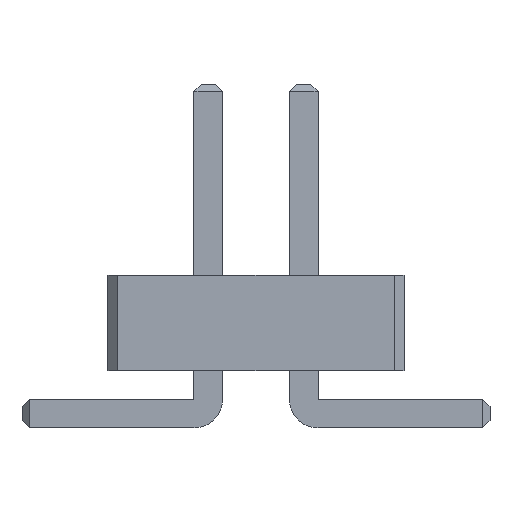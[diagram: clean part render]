
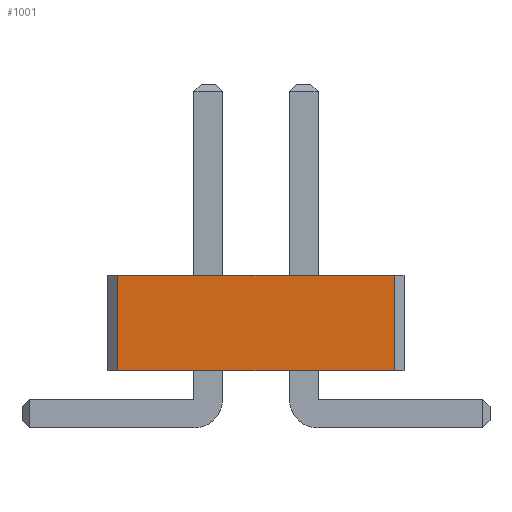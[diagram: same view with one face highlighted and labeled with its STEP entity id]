
A CAD part, front view. The second image highlights one B-rep face of the part: STEP entity #1001.
In plain terms, the highlighted planar face has unit normal (0, -1, 0).
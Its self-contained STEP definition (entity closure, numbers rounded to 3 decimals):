
#13=DIRECTION('',(0.,0.,1.));
#27=VECTOR('',#13,1.);
#67=DIRECTION('',(1.,0.,0.));
#988=VERTEX_POINT('',#989);
#989=CARTESIAN_POINT('',(-1.45,-8.5,1.6));
#992=EDGE_CURVE('',#993,#988,#995,.T.);
#993=VERTEX_POINT('',#994);
#994=CARTESIAN_POINT('',(-1.45,-8.5,0.6));
#995=LINE('',#994,#27);
#1001=ADVANCED_FACE('',(#1002),#1019,.F.);
#1002=FACE_BOUND('',#1003,.F.);
#1003=EDGE_LOOP('',(#1004,#1005,#1011,#1016));
#1004=ORIENTED_EDGE('',*,*,#992,.T.);
#1005=ORIENTED_EDGE('',*,*,#1006,.T.);
#1006=EDGE_CURVE('',#988,#1007,#1009,.T.);
#1007=VERTEX_POINT('',#1008);
#1008=CARTESIAN_POINT('',(1.45,-8.5,1.6));
#1009=LINE('',#989,#1010);
#1010=VECTOR('',#67,1.);
#1011=ORIENTED_EDGE('',*,*,#1012,.F.);
#1012=EDGE_CURVE('',#1013,#1007,#1015,.T.);
#1013=VERTEX_POINT('',#1014);
#1014=CARTESIAN_POINT('',(1.45,-8.5,0.6));
#1015=LINE('',#1014,#27);
#1016=ORIENTED_EDGE('',*,*,#1017,.F.);
#1017=EDGE_CURVE('',#993,#1013,#1018,.T.);
#1018=LINE('',#994,#1010);
#1019=PLANE('',#1020);
#1020=AXIS2_PLACEMENT_3D('',#994,#1021,#67);
#1021=DIRECTION('',(0.,1.,0.));
